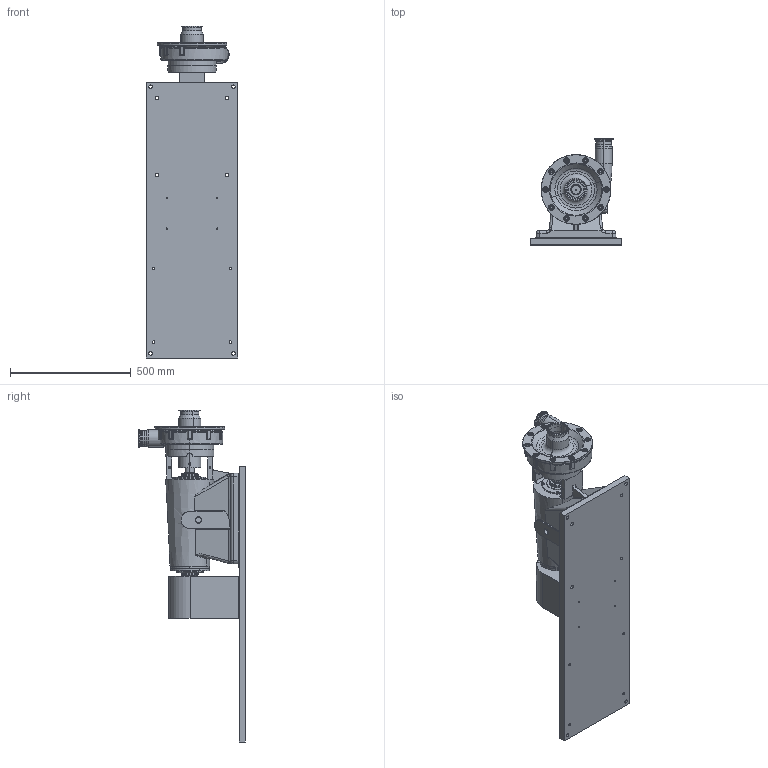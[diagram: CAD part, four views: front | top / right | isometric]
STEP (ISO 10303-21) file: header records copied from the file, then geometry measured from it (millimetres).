
FILE_DESCRIPTION (( 'STEP AP214' ), '1' );
FILE_NAME ('FPHP 3542 3 X 2.5 CLAMP 326TS MOUNTING HOLES.STEP', '2023-11-01T16:56:37', ( '' ), ( '' ), 'SwSTEP 2.0', 'SolidWorks 2023', '' );
FILE_SCHEMA (( 'AUTOMOTIVE_DESIGN' ));
Length unit declared in the file: millimetre
Products named in the file (5): FPHP 3542 3 X 2.5 CLAMP 326TS MOUNTING HOLES; 1165000029; 1713001012; 1275000137; 1235000035
Assembly tree (4 placements, depth 2):
  FPHP 3542 3 X 2.5 CLAMP 326TS MOUNTING HOLES
    1713001012
    1235000035
    1165000029
    1275000137
Bounding box: 381 x 440.79 x 1375.5 mm (x, y, z)
Volume: 11868948.6 mm3; surface area: 2833383.8 mm2
Topology: 3 solids, 27 shells, 764 faces, 2097 edges, 1347 vertices
Faces by surface type: cylinder 341, plane 174, cone 93, torus 79, bspline 62, sphere 15
Entity records: 29401 total; most frequent: CARTESIAN_POINT 9895, DIRECTION 4283, ORIENTED_EDGE 3781, EDGE_CURVE 2085, AXIS2_PLACEMENT_3D 1754, VERTEX_POINT 1342, CIRCLE 1044, EDGE_LOOP 922
